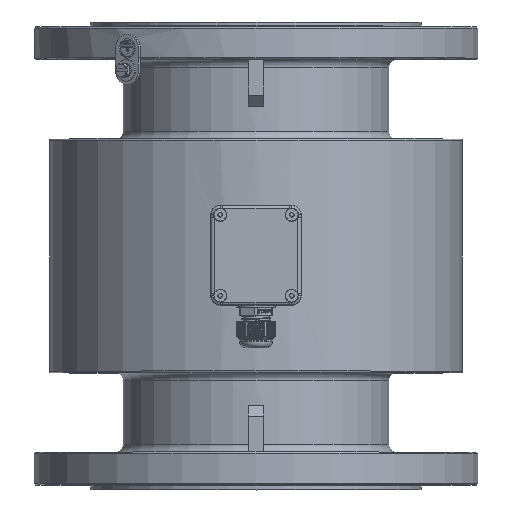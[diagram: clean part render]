
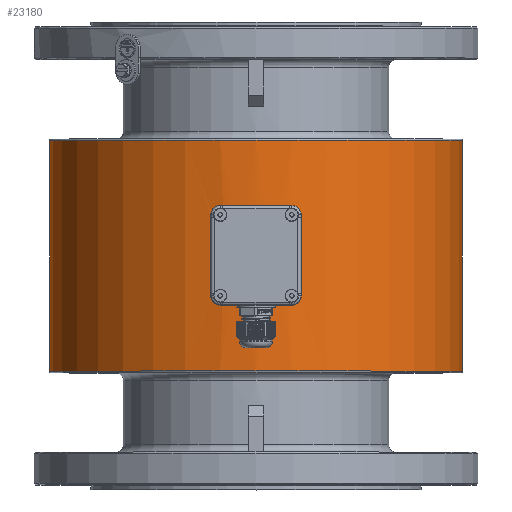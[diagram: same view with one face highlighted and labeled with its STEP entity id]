
A CAD part, top view. The second image highlights one B-rep face of the part: STEP entity #23180.
In plain terms, the highlighted cylindrical face has radius 132.5 mm (diameter 265 mm), a full revolution.
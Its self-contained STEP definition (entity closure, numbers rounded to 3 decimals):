
#707=FACE_BOUND('',#3115,.T.);
#1592=FACE_OUTER_BOUND('',#3114,.T.);
#3114=EDGE_LOOP('',(#15787,#15788,#15789,#15790));
#3115=EDGE_LOOP('',(#15791,#15792));
#4558=CIRCLE('',#24827,132.5);
#4561=CIRCLE('',#24831,132.5);
#5868=B_SPLINE_CURVE_WITH_KNOTS('',3,(#45463,#45464,#45465,#45466,#45467,
#45468,#45469,#45470,#45471,#45472,#45473,#45474,#45475,#45476,#45477,#45478,
#45479,#45480,#45481,#45482,#45483,#45484,#45485,#45486,#45487,#45488,#45489,
#45490,#45491,#45492,#45493,#45494,#45495,#45496,#45497),.UNSPECIFIED.,
 .F.,.F.,(4,2,2,2,2,2,2,2,3,2,2,2,2,2,2,2,4),(-3.17,-2.774,
-2.377,-1.981,-1.585,-1.189,
-0.792,-0.396,0.,0.396,0.792,
1.189,1.585,1.981,2.377,2.774,
3.17),.UNSPECIFIED.);
#5869=B_SPLINE_CURVE_WITH_KNOTS('',3,(#45498,#45499,#45500,#45501,#45502,
#45503,#45504,#45505,#45506,#45507,#45508,#45509,#45510,#45511,#45512,#45513,
#45514,#45515,#45516,#45517,#45518,#45519,#45520,#45521,#45522,#45523,#45524,
#45525,#45526,#45527,#45528,#45529,#45530,#45531),.UNSPECIFIED.,.F.,.F.,
(4,2,2,2,2,2,2,2,2,2,2,2,2,2,2,2,4),(3.17,3.566,
3.962,4.359,4.755,5.151,5.547,
5.944,6.34,6.736,7.132,7.529,
7.925,8.321,8.717,9.114,9.51),
 .UNSPECIFIED.);
#6437=LINE('',#45460,#7868);
#7868=VECTOR('',#28202,132.5);
#9491=VERTEX_POINT('',#45452);
#9493=VERTEX_POINT('',#45458);
#9494=VERTEX_POINT('',#45461);
#9495=VERTEX_POINT('',#45462);
#11727=EDGE_CURVE('',#9491,#9491,#4558,.T.);
#11730=EDGE_CURVE('',#9493,#9493,#4561,.T.);
#11731=EDGE_CURVE('',#9493,#9491,#6437,.T.);
#11732=EDGE_CURVE('',#9494,#9495,#5868,.T.);
#11733=EDGE_CURVE('',#9495,#9494,#5869,.T.);
#15787=ORIENTED_EDGE('',*,*,#11730,.F.);
#15788=ORIENTED_EDGE('',*,*,#11731,.T.);
#15789=ORIENTED_EDGE('',*,*,#11727,.F.);
#15790=ORIENTED_EDGE('',*,*,#11731,.F.);
#15791=ORIENTED_EDGE('',*,*,#11732,.T.);
#15792=ORIENTED_EDGE('',*,*,#11733,.T.);
#21402=CYLINDRICAL_SURFACE('',#24830,132.5);
#23180=ADVANCED_FACE('',(#1592,#707),#21402,.T.);
#24827=AXIS2_PLACEMENT_3D('',#45453,#28192,#28193);
#24830=AXIS2_PLACEMENT_3D('',#45457,#28198,#28199);
#24831=AXIS2_PLACEMENT_3D('',#45459,#28200,#28201);
#28192=DIRECTION('center_axis',(-1.,0.,0.));
#28193=DIRECTION('ref_axis',(0.,-1.,0.));
#28198=DIRECTION('center_axis',(1.,0.,0.));
#28199=DIRECTION('ref_axis',(0.,1.,0.));
#28200=DIRECTION('center_axis',(1.,0.,0.));
#28201=DIRECTION('ref_axis',(0.,-1.,0.));
#28202=DIRECTION('',(-1.,0.,0.));
#45452=CARTESIAN_POINT('',(-74.,-339.,0.));
#45453=CARTESIAN_POINT('Origin',(-74.,-206.5,0.));
#45457=CARTESIAN_POINT('Origin',(0.,-206.5,0.));
#45458=CARTESIAN_POINT('',(74.,-339.,0.));
#45459=CARTESIAN_POINT('Origin',(74.,-206.5,0.));
#45460=CARTESIAN_POINT('',(0.,-339.,0.));
#45461=CARTESIAN_POINT('',(-21.,-74.,0.));
#45462=CARTESIAN_POINT('',(21.,-74.,0.));
#45463=CARTESIAN_POINT('Ctrl Pts',(-21.,-74.,0.));
#45464=CARTESIAN_POINT('Ctrl Pts',(-21.,-74.,-1.321));
#45465=CARTESIAN_POINT('Ctrl Pts',(-20.873,-74.02,
-2.686));
#45466=CARTESIAN_POINT('Ctrl Pts',(-20.341,-74.103,-5.4));
#45467=CARTESIAN_POINT('Ctrl Pts',(-19.935,-74.166,
-6.749));
#45468=CARTESIAN_POINT('Ctrl Pts',(-18.863,-74.323,-9.336));
#45469=CARTESIAN_POINT('Ctrl Pts',(-18.195,-74.418,
-10.575));
#45470=CARTESIAN_POINT('Ctrl Pts',(-16.654,-74.621,
-12.866));
#45471=CARTESIAN_POINT('Ctrl Pts',(-15.78,-74.73,
-13.918));
#45472=CARTESIAN_POINT('Ctrl Pts',(-13.918,-74.94,
-15.78));
#45473=CARTESIAN_POINT('Ctrl Pts',(-12.866,-75.049,-16.654));
#45474=CARTESIAN_POINT('Ctrl Pts',(-10.575,-75.253,
-18.195));
#45475=CARTESIAN_POINT('Ctrl Pts',(-9.336,-75.348,
-18.863));
#45476=CARTESIAN_POINT('Ctrl Pts',(-6.749,-75.507,-19.935));
#45477=CARTESIAN_POINT('Ctrl Pts',(-5.4,-75.57,
-20.341));
#45478=CARTESIAN_POINT('Ctrl Pts',(-2.686,-75.654,
-20.873));
#45479=CARTESIAN_POINT('Ctrl Pts',(-1.321,-75.675,-21.));
#45480=CARTESIAN_POINT('Ctrl Pts',(0.,-75.675,
-21.));
#45481=CARTESIAN_POINT('Ctrl Pts',(1.321,-75.675,-21.));
#45482=CARTESIAN_POINT('Ctrl Pts',(2.686,-75.654,-20.873));
#45483=CARTESIAN_POINT('Ctrl Pts',(5.4,-75.57,-20.341));
#45484=CARTESIAN_POINT('Ctrl Pts',(6.749,-75.507,-19.935));
#45485=CARTESIAN_POINT('Ctrl Pts',(9.336,-75.348,-18.863));
#45486=CARTESIAN_POINT('Ctrl Pts',(10.575,-75.253,-18.195));
#45487=CARTESIAN_POINT('Ctrl Pts',(12.866,-75.049,-16.654));
#45488=CARTESIAN_POINT('Ctrl Pts',(13.918,-74.94,-15.78));
#45489=CARTESIAN_POINT('Ctrl Pts',(15.78,-74.73,-13.918));
#45490=CARTESIAN_POINT('Ctrl Pts',(16.654,-74.621,-12.866));
#45491=CARTESIAN_POINT('Ctrl Pts',(18.195,-74.418,-10.575));
#45492=CARTESIAN_POINT('Ctrl Pts',(18.863,-74.323,-9.336));
#45493=CARTESIAN_POINT('Ctrl Pts',(19.935,-74.166,-6.749));
#45494=CARTESIAN_POINT('Ctrl Pts',(20.341,-74.103,-5.4));
#45495=CARTESIAN_POINT('Ctrl Pts',(20.873,-74.02,-2.686));
#45496=CARTESIAN_POINT('Ctrl Pts',(21.,-74.,-1.321));
#45497=CARTESIAN_POINT('Ctrl Pts',(21.,-74.,0.));
#45498=CARTESIAN_POINT('Ctrl Pts',(21.,-74.,0.));
#45499=CARTESIAN_POINT('Ctrl Pts',(21.,-74.,1.321));
#45500=CARTESIAN_POINT('Ctrl Pts',(20.873,-74.02,2.686));
#45501=CARTESIAN_POINT('Ctrl Pts',(20.341,-74.103,5.4));
#45502=CARTESIAN_POINT('Ctrl Pts',(19.935,-74.166,6.749));
#45503=CARTESIAN_POINT('Ctrl Pts',(18.863,-74.323,9.336));
#45504=CARTESIAN_POINT('Ctrl Pts',(18.195,-74.418,10.575));
#45505=CARTESIAN_POINT('Ctrl Pts',(16.654,-74.621,12.866));
#45506=CARTESIAN_POINT('Ctrl Pts',(15.78,-74.73,13.918));
#45507=CARTESIAN_POINT('Ctrl Pts',(13.918,-74.94,15.78));
#45508=CARTESIAN_POINT('Ctrl Pts',(12.866,-75.049,16.654));
#45509=CARTESIAN_POINT('Ctrl Pts',(10.575,-75.253,18.195));
#45510=CARTESIAN_POINT('Ctrl Pts',(9.336,-75.348,18.863));
#45511=CARTESIAN_POINT('Ctrl Pts',(6.749,-75.507,19.935));
#45512=CARTESIAN_POINT('Ctrl Pts',(5.4,-75.57,20.341));
#45513=CARTESIAN_POINT('Ctrl Pts',(2.686,-75.654,20.873));
#45514=CARTESIAN_POINT('Ctrl Pts',(1.321,-75.675,21.));
#45515=CARTESIAN_POINT('Ctrl Pts',(-1.321,-75.675,21.));
#45516=CARTESIAN_POINT('Ctrl Pts',(-2.686,-75.654,
20.873));
#45517=CARTESIAN_POINT('Ctrl Pts',(-5.4,-75.57,
20.341));
#45518=CARTESIAN_POINT('Ctrl Pts',(-6.749,-75.507,
19.935));
#45519=CARTESIAN_POINT('Ctrl Pts',(-9.336,-75.348,
18.863));
#45520=CARTESIAN_POINT('Ctrl Pts',(-10.575,-75.253,
18.195));
#45521=CARTESIAN_POINT('Ctrl Pts',(-12.866,-75.049,16.654));
#45522=CARTESIAN_POINT('Ctrl Pts',(-13.918,-74.94,
15.78));
#45523=CARTESIAN_POINT('Ctrl Pts',(-15.78,-74.73,
13.918));
#45524=CARTESIAN_POINT('Ctrl Pts',(-16.654,-74.621,
12.866));
#45525=CARTESIAN_POINT('Ctrl Pts',(-18.195,-74.418,
10.575));
#45526=CARTESIAN_POINT('Ctrl Pts',(-18.863,-74.323,9.336));
#45527=CARTESIAN_POINT('Ctrl Pts',(-19.935,-74.166,
6.749));
#45528=CARTESIAN_POINT('Ctrl Pts',(-20.341,-74.103,5.4));
#45529=CARTESIAN_POINT('Ctrl Pts',(-20.873,-74.02,
2.686));
#45530=CARTESIAN_POINT('Ctrl Pts',(-21.,-74.,1.321));
#45531=CARTESIAN_POINT('Ctrl Pts',(-21.,-74.,0.));
